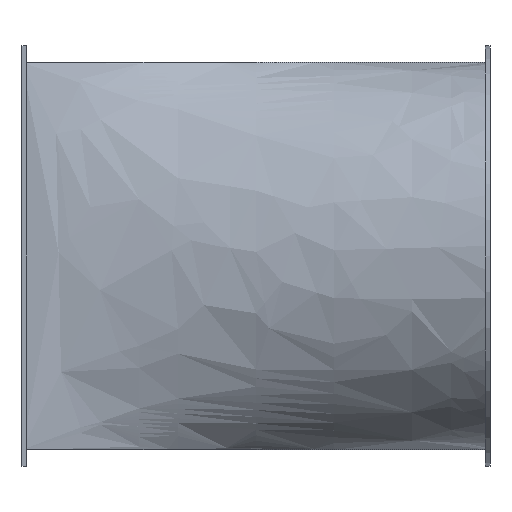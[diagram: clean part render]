
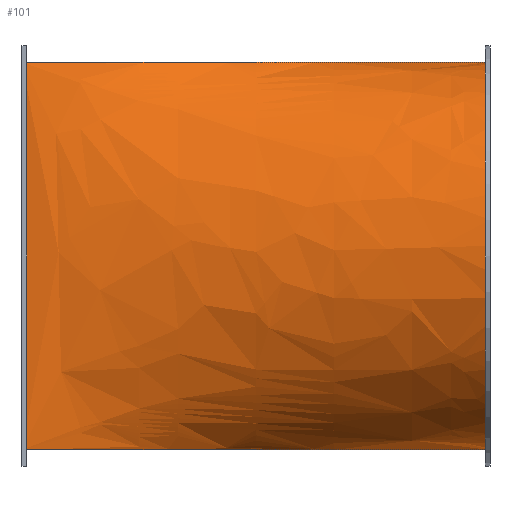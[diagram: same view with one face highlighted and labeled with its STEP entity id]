
A CAD part, front view. The second image highlights one B-rep face of the part: STEP entity #101.
In plain terms, the highlighted free-form (B-spline) face has degree [12, 1] with [13, 2] control points.
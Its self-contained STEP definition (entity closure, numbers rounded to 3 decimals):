
#47 = EDGE_CURVE('',#48,#50,#52,.T.);
#48 = VERTEX_POINT('',#49);
#49 = CARTESIAN_POINT('',(0.,-303.,203.));
#50 = VERTEX_POINT('',#51);
#51 = CARTESIAN_POINT('',(490.,-100.,203.));
#52 = B_SPLINE_CURVE_WITH_KNOTS('',1,(#53,#54),.UNSPECIFIED.,.F.,.F.,(2,
    2),(0.,490.),.PIECEWISE_BEZIER_KNOTS.);
#53 = CARTESIAN_POINT('',(0.,-303.,203.));
#54 = CARTESIAN_POINT('',(490.,-100.,203.));
#101 = ADVANCED_FACE('',(#102),#146,.F.);
#102 = FACE_BOUND('',#103,.F.);
#103 = EDGE_LOOP('',(#104,#113,#129,#130));
#104 = ORIENTED_EDGE('',*,*,#105,.F.);
#105 = EDGE_CURVE('',#106,#108,#110,.T.);
#106 = VERTEX_POINT('',#107);
#107 = CARTESIAN_POINT('',(0.,-303.,-203.));
#108 = VERTEX_POINT('',#109);
#109 = CARTESIAN_POINT('',(490.,-100.,-203.));
#110 = B_SPLINE_CURVE_WITH_KNOTS('',1,(#111,#112),.UNSPECIFIED.,.F.,.F.,
  (2,2),(0.,490.),.PIECEWISE_BEZIER_KNOTS.);
#111 = CARTESIAN_POINT('',(0.,-303.,-203.));
#112 = CARTESIAN_POINT('',(490.,-100.,-203.));
#113 = ORIENTED_EDGE('',*,*,#114,.T.);
#114 = EDGE_CURVE('',#106,#48,#115,.T.);
#115 = B_SPLINE_CURVE_WITH_KNOTS('',12,(#116,#117,#118,#119,#120,#121,
    #122,#123,#124,#125,#126,#127,#128),.UNSPECIFIED.,.F.,.F.,(13,13),(
    3.,4.),.PIECEWISE_BEZIER_KNOTS.);
#116 = CARTESIAN_POINT('',(0.,-303.,-203.));
#117 = CARTESIAN_POINT('',(0.,-303.,-169.167));
#118 = CARTESIAN_POINT('',(0.,-303.,-135.333));
#119 = CARTESIAN_POINT('',(0.,-303.,-101.5));
#120 = CARTESIAN_POINT('',(0.,-303.,-67.667));
#121 = CARTESIAN_POINT('',(0.,-303.,-33.833));
#122 = CARTESIAN_POINT('',(0.,-303.,0.));
#123 = CARTESIAN_POINT('',(0.,-303.,33.833));
#124 = CARTESIAN_POINT('',(0.,-303.,67.667));
#125 = CARTESIAN_POINT('',(0.,-303.,101.5));
#126 = CARTESIAN_POINT('',(0.,-303.,135.333));
#127 = CARTESIAN_POINT('',(0.,-303.,169.167));
#128 = CARTESIAN_POINT('',(0.,-303.,203.));
#129 = ORIENTED_EDGE('',*,*,#47,.T.);
#130 = ORIENTED_EDGE('',*,*,#131,.F.);
#131 = EDGE_CURVE('',#108,#50,#132,.T.);
#132 = B_SPLINE_CURVE_WITH_KNOTS('',12,(#133,#134,#135,#136,#137,#138,
    #139,#140,#141,#142,#143,#144,#145),.UNSPECIFIED.,.F.,.F.,(13,13),(
    3.,4.),.PIECEWISE_BEZIER_KNOTS.);
#133 = CARTESIAN_POINT('',(490.,-100.,-203.));
#134 = CARTESIAN_POINT('',(490.,-153.145,-203.));
#135 = CARTESIAN_POINT('',(490.,-206.291,-187.822));
#136 = CARTESIAN_POINT('',(490.,-254.667,-157.465));
#137 = CARTESIAN_POINT('',(490.,-293.508,-113.595));
#138 = CARTESIAN_POINT('',(490.,-318.696,-59.54));
#139 = CARTESIAN_POINT('',(490.,-327.426,0.));
#140 = CARTESIAN_POINT('',(490.,-318.696,59.54));
#141 = CARTESIAN_POINT('',(490.,-293.508,113.595));
#142 = CARTESIAN_POINT('',(490.,-254.667,157.465));
#143 = CARTESIAN_POINT('',(490.,-206.291,187.822));
#144 = CARTESIAN_POINT('',(490.,-153.145,203.));
#145 = CARTESIAN_POINT('',(490.,-100.,203.));
#146 = B_SPLINE_SURFACE_WITH_KNOTS('',12,1,(
    (#147,#148)
    ,(#149,#150)
    ,(#151,#152)
    ,(#153,#154)
    ,(#155,#156)
    ,(#157,#158)
    ,(#159,#160)
    ,(#161,#162)
    ,(#163,#164)
    ,(#165,#166)
    ,(#167,#168)
    ,(#169,#170)
    ,(#171,#172
    )),.UNSPECIFIED.,.F.,.F.,.F.,(13,13),(2,2),(3.,4.),(0.,490.),
  .PIECEWISE_BEZIER_KNOTS.);
#147 = CARTESIAN_POINT('',(0.,-303.,-203.));
#148 = CARTESIAN_POINT('',(490.,-100.,-203.));
#149 = CARTESIAN_POINT('',(0.,-303.,-169.167));
#150 = CARTESIAN_POINT('',(490.,-153.145,-203.));
#151 = CARTESIAN_POINT('',(0.,-303.,-135.333));
#152 = CARTESIAN_POINT('',(490.,-206.291,-187.822));
#153 = CARTESIAN_POINT('',(0.,-303.,-101.5));
#154 = CARTESIAN_POINT('',(490.,-254.667,-157.465));
#155 = CARTESIAN_POINT('',(0.,-303.,-67.667));
#156 = CARTESIAN_POINT('',(490.,-293.508,-113.595));
#157 = CARTESIAN_POINT('',(0.,-303.,-33.833));
#158 = CARTESIAN_POINT('',(490.,-318.696,-59.54));
#159 = CARTESIAN_POINT('',(0.,-303.,0.));
#160 = CARTESIAN_POINT('',(490.,-327.426,0.));
#161 = CARTESIAN_POINT('',(0.,-303.,33.833));
#162 = CARTESIAN_POINT('',(490.,-318.696,59.54));
#163 = CARTESIAN_POINT('',(0.,-303.,67.667));
#164 = CARTESIAN_POINT('',(490.,-293.508,113.595));
#165 = CARTESIAN_POINT('',(0.,-303.,101.5));
#166 = CARTESIAN_POINT('',(490.,-254.667,157.465));
#167 = CARTESIAN_POINT('',(0.,-303.,135.333));
#168 = CARTESIAN_POINT('',(490.,-206.291,187.822));
#169 = CARTESIAN_POINT('',(0.,-303.,169.167));
#170 = CARTESIAN_POINT('',(490.,-153.145,203.));
#171 = CARTESIAN_POINT('',(0.,-303.,203.));
#172 = CARTESIAN_POINT('',(490.,-100.,203.));
